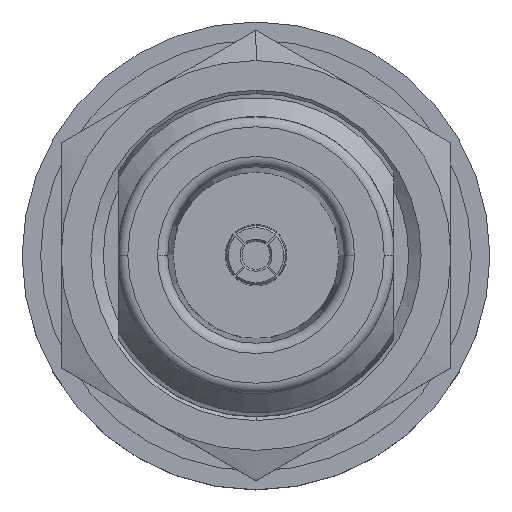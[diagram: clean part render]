
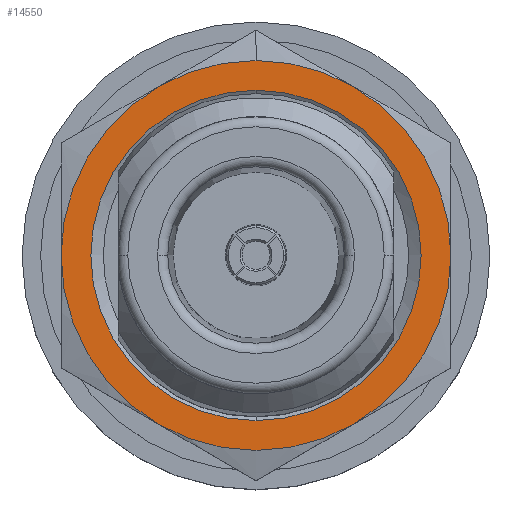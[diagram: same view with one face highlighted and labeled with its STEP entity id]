
A CAD part, top view. The second image highlights one B-rep face of the part: STEP entity #14550.
In plain terms, the highlighted planar face has unit normal (0, 0, 1).
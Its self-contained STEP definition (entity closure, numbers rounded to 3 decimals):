
#147 = AXIS2_PLACEMENT_3D ( 'NONE', #23917, #11012, #26037 ) ;
#670 = AXIS2_PLACEMENT_3D ( 'NONE', #5735, #20797, #7888 ) ;
#887 = CARTESIAN_POINT ( 'NONE',  ( 0., 0., -11.85 ) ) ;
#1073 = FACE_OUTER_BOUND ( 'NONE', #16895, .T. ) ;
#1215 = DIRECTION ( 'NONE',  ( -1., 0., 0. ) ) ;
#1407 = VERTEX_POINT ( 'NONE', #11787 ) ;
#1544 = VERTEX_POINT ( 'NONE', #19182 ) ;
#1627 = CIRCLE ( 'NONE', #14363, 9.5 ) ;
#1753 = CARTESIAN_POINT ( 'NONE',  ( 4.75, 8.227, -11.85 ) ) ;
#1988 = EDGE_CURVE ( 'NONE', #1407, #1544, #17616, .T. ) ;
#2111 = CIRCLE ( 'NONE', #147, 9.5 ) ;
#2210 = DIRECTION ( 'NONE',  ( 0., 0., 1. ) ) ;
#2232 = EDGE_CURVE ( 'NONE', #16635, #11857, #10147, .T. ) ;
#2358 = VERTEX_POINT ( 'NONE', #14525 ) ;
#2385 = ORIENTED_EDGE ( 'NONE', *, *, #11947, .T. ) ;
#2765 = DIRECTION ( 'NONE',  ( -1., 0., 0. ) ) ;
#3033 = DIRECTION ( 'NONE',  ( 0., 1., 0. ) ) ;
#3213 = EDGE_LOOP ( 'NONE', ( #17270, #21233 ) ) ;
#3310 = DIRECTION ( 'NONE',  ( 0., 0., 1. ) ) ;
#3365 = ORIENTED_EDGE ( 'NONE', *, *, #26577, .T. ) ;
#4147 = CARTESIAN_POINT ( 'NONE',  ( -4.75, 8.227, -11.85 ) ) ;
#4940 = CARTESIAN_POINT ( 'NONE',  ( 0., 0., -11.85 ) ) ;
#5078 = VERTEX_POINT ( 'NONE', #20840 ) ;
#5735 = CARTESIAN_POINT ( 'NONE',  ( 0., 0., -11.85 ) ) ;
#6271 = CARTESIAN_POINT ( 'NONE',  ( 0., 0., -11.85 ) ) ;
#6769 = FACE_BOUND ( 'NONE', #3213, .T. ) ;
#6979 = CIRCLE ( 'NONE', #9974, 9.5 ) ;
#7048 = DIRECTION ( 'NONE',  ( -1., 0., 0. ) ) ;
#7888 = DIRECTION ( 'NONE',  ( 0., 1., 0. ) ) ;
#8361 = CARTESIAN_POINT ( 'NONE',  ( 0., 0., -11.85 ) ) ;
#8874 = CIRCLE ( 'NONE', #670, 8.05 ) ;
#8880 = CIRCLE ( 'NONE', #12354, 8.05 ) ;
#8929 = ORIENTED_EDGE ( 'NONE', *, *, #26800, .T. ) ;
#9336 = EDGE_CURVE ( 'NONE', #11857, #1407, #6979, .T. ) ;
#9663 = DIRECTION ( 'NONE',  ( 0., 0., -1. ) ) ;
#9974 = AXIS2_PLACEMENT_3D ( 'NONE', #12839, #27852, #15004 ) ;
#10147 = CIRCLE ( 'NONE', #20375, 9.5 ) ;
#10541 = AXIS2_PLACEMENT_3D ( 'NONE', #26919, #14083, #1215 ) ;
#10592 = EDGE_CURVE ( 'NONE', #2358, #23617, #8874, .T. ) ;
#10912 = ORIENTED_EDGE ( 'NONE', *, *, #9336, .T. ) ;
#11012 = DIRECTION ( 'NONE',  ( 0., 0., 1. ) ) ;
#11107 = VERTEX_POINT ( 'NONE', #1753 ) ;
#11787 = CARTESIAN_POINT ( 'NONE',  ( -4.75, -8.227, -11.85 ) ) ;
#11857 = VERTEX_POINT ( 'NONE', #23545 ) ;
#11947 = EDGE_CURVE ( 'NONE', #24634, #16635, #1627, .T. ) ;
#12354 = AXIS2_PLACEMENT_3D ( 'NONE', #887, #15900, #3033 ) ;
#12839 = CARTESIAN_POINT ( 'NONE',  ( 0., 0., -11.85 ) ) ;
#14083 = DIRECTION ( 'NONE',  ( 0., 0., -1. ) ) ;
#14363 = AXIS2_PLACEMENT_3D ( 'NONE', #4940, #19944, #7048 ) ;
#14525 = CARTESIAN_POINT ( 'NONE',  ( 0., -8.05, -11.85 ) ) ;
#14543 = CIRCLE ( 'NONE', #18859, 9.5 ) ;
#14550 = ADVANCED_FACE ( 'NONE', ( #6769, #1073 ), #18321, .F. ) ;
#15004 = DIRECTION ( 'NONE',  ( -1., 0., 0. ) ) ;
#15900 = DIRECTION ( 'NONE',  ( 0., 0., -1. ) ) ;
#16160 = CARTESIAN_POINT ( 'NONE',  ( 0., 0., -11.85 ) ) ;
#16387 = CARTESIAN_POINT ( 'NONE',  ( 0., 9.5, -11.85 ) ) ;
#16635 = VERTEX_POINT ( 'NONE', #4147 ) ;
#16895 = EDGE_LOOP ( 'NONE', ( #18935, #10912, #19307, #8929, #21165, #3365, #2385 ) ) ;
#17270 = ORIENTED_EDGE ( 'NONE', *, *, #10592, .T. ) ;
#17434 = AXIS2_PLACEMENT_3D ( 'NONE', #16160, #3310, #18341 ) ;
#17616 = CIRCLE ( 'NONE', #19461, 9.5 ) ;
#18321 = PLANE ( 'NONE',  #10541 ) ;
#18341 = DIRECTION ( 'NONE',  ( -1., 0., 0. ) ) ;
#18859 = AXIS2_PLACEMENT_3D ( 'NONE', #22585, #9663, #24719 ) ;
#18935 = ORIENTED_EDGE ( 'NONE', *, *, #2232, .T. ) ;
#19182 = CARTESIAN_POINT ( 'NONE',  ( 4.75, -8.227, -11.85 ) ) ;
#19307 = ORIENTED_EDGE ( 'NONE', *, *, #1988, .T. ) ;
#19461 = AXIS2_PLACEMENT_3D ( 'NONE', #8361, #2210, #2765 ) ;
#19944 = DIRECTION ( 'NONE',  ( 0., 0., 1. ) ) ;
#20375 = AXIS2_PLACEMENT_3D ( 'NONE', #6271, #21204, #25412 ) ;
#20797 = DIRECTION ( 'NONE',  ( 0., 0., -1. ) ) ;
#20840 = CARTESIAN_POINT ( 'NONE',  ( 9.5, 0., -11.85 ) ) ;
#21165 = ORIENTED_EDGE ( 'NONE', *, *, #26741, .F. ) ;
#21204 = DIRECTION ( 'NONE',  ( 0., 0., 1. ) ) ;
#21233 = ORIENTED_EDGE ( 'NONE', *, *, #25797, .T. ) ;
#22585 = CARTESIAN_POINT ( 'NONE',  ( 0., 0., -11.85 ) ) ;
#23545 = CARTESIAN_POINT ( 'NONE',  ( -9.5, 0., -11.85 ) ) ;
#23617 = VERTEX_POINT ( 'NONE', #27067 ) ;
#23917 = CARTESIAN_POINT ( 'NONE',  ( 0., 0., -11.85 ) ) ;
#24634 = VERTEX_POINT ( 'NONE', #16387 ) ;
#24719 = DIRECTION ( 'NONE',  ( 0., 1., 0. ) ) ;
#25283 = CIRCLE ( 'NONE', #17434, 9.5 ) ;
#25412 = DIRECTION ( 'NONE',  ( -1., 0., 0. ) ) ;
#25797 = EDGE_CURVE ( 'NONE', #23617, #2358, #8880, .T. ) ;
#26037 = DIRECTION ( 'NONE',  ( -1., 0., 0. ) ) ;
#26577 = EDGE_CURVE ( 'NONE', #11107, #24634, #2111, .T. ) ;
#26741 = EDGE_CURVE ( 'NONE', #11107, #5078, #14543, .T. ) ;
#26800 = EDGE_CURVE ( 'NONE', #1544, #5078, #25283, .T. ) ;
#26919 = CARTESIAN_POINT ( 'NONE',  ( 9.5, -16.454, -11.85 ) ) ;
#27067 = CARTESIAN_POINT ( 'NONE',  ( 0., 8.05, -11.85 ) ) ;
#27852 = DIRECTION ( 'NONE',  ( 0., 0., 1. ) ) ;
